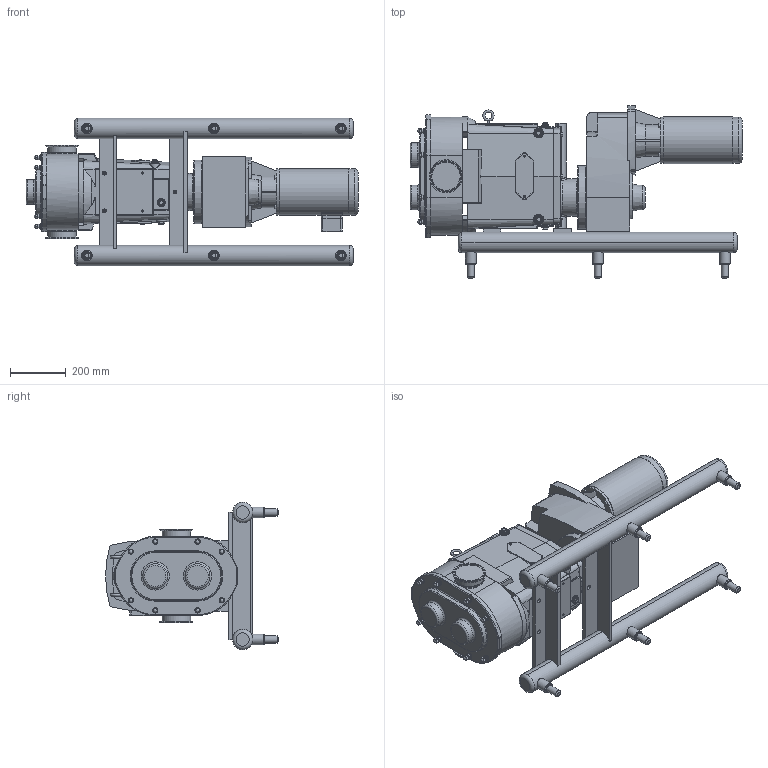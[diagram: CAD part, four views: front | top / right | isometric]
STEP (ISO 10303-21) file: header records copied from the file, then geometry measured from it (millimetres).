
FILE_DESCRIPTION(/* description */ (''),/* implementation_level */ '2;1');
FILE_NAME(/* name */ 'U1_220U1_145TC_4.0x4.0_S-Line_2HP_LH_SM.stp',/* time_stamp */ '2021-05-24T16:24:32+06:00',/* author */ ('trtmhr'),/* organization */ (''),/* preprocessor_version */ 'ST-DEVELOPER v18.1',/* originating_system */ 'Autodesk Inventor 2020',/* authorisation */ '');
FILE_SCHEMA (('AUTOMOTIVE_DESIGN { 1 0 10303 214 3 1 1 }'));
Length unit declared in the file: inch
Products named in the file (1): U1_220U1_145TC_4.0x4.0_S-Line_2HP_LH_SM
Bounding box: 1194.94 x 621.84 x 530.23 mm (x, y, z)
Volume: 79958263.6 mm3; surface area: 2510662.6 mm2
Topology: 4 solids, 4 shells, 1075 faces, 2820 edges, 1837 vertices
Faces by surface type: plane 496, cylinder 295, bspline 103, torus 100, cone 63, sphere 18
Full cylindrical faces by diameter (mm): 7.62 x6, 7.798 x1, 14.275 x8, 14.3 x3, 15.24 x1, 19.05 x8, 23.876 x3, 25.4 x11, 29.21 x2, 31.75 x3, 35.052 x6, 38.1 x6, 88.9 x2, 101.6 x2, 102.87 x2, 102.946 x2, 103.962 x2, 119.024 x2, 133.35 x1, 165.989 x1, 166.116 x1, 168.402 x1, 229.997 x1, 230.124 x1
Entity records: 36343 total; most frequent: CARTESIAN_POINT 9533, DIRECTION 5632, ORIENTED_EDGE 5606, EDGE_CURVE 2803, AXIS2_PLACEMENT_3D 2134, VERTEX_POINT 1837, LINE 1364, VECTOR 1364
